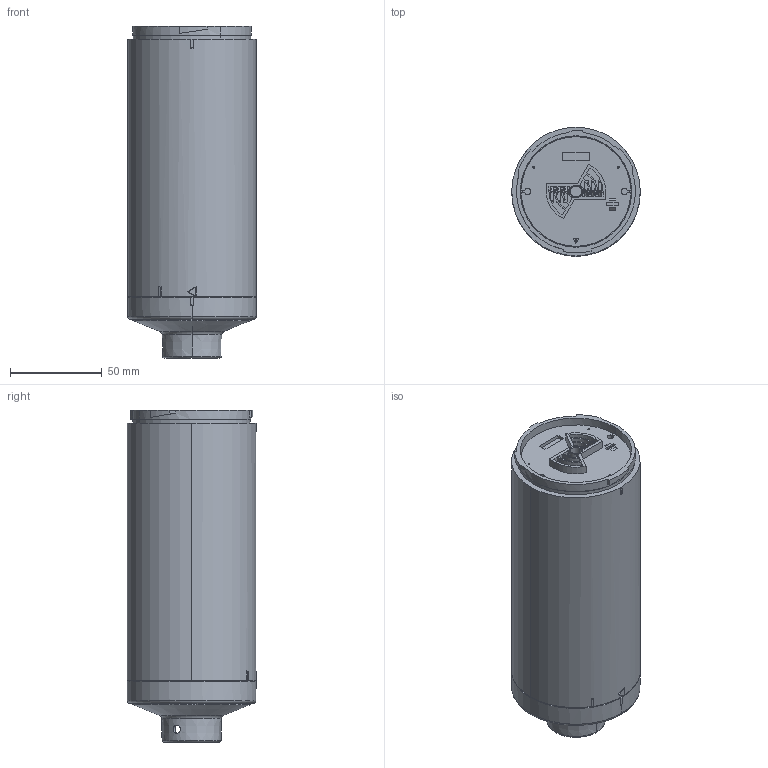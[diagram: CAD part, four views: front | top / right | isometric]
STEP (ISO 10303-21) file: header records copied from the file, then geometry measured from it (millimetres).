
FILE_DESCRIPTION (( 'STEP AP203' ), '1' );
FILE_NAME ('MODULE-MG70-BS-AC.STEP', '2020-12-29T02:27:43', ( '' ), ( '' ), 'SwSTEP 2.0', 'SolidWorks 2019', '' );
FILE_SCHEMA (( 'CONFIG_CONTROL_DESIGN' ));
Length unit declared in the file: millimetre
Products named in the file (7): QTG70 CONB PCB; QTG70 UL檣隸 跺羹 REV0; QTG CONB PIN; QTG70 CONB 晦っ撮お; QCR572_MTG70-POLE老眉屈关魄; MODULE-MG70-BS-AC; QTG70 賅菊⑽ CONB餌轎粽塭鰍 REV01
Assembly tree (11 placements, depth 3):
  MODULE-MG70-BS-AC
    QTG70 CONB 晦っ撮お
      QTG CONB PIN  x6
      QTG70 CONB PCB
    QTG70 賅菊⑽ CONB餌轎粽塭鰍 REV01
    QTG70 UL檣隸 跺羹 REV0
    QCR572_MTG70-POLE老眉屈关魄
Bounding box: 70 x 70.5 x 180.81 mm (x, y, z)
Volume: 580208.4 mm3; surface area: 87141.4 mm2
Topology: 10 solids, 13 shells, 1058 faces, 2890 edges, 1903 vertices
Faces by surface type: plane 571, cylinder 400, torus 48, cone 39
Entity records: 26259 total; most frequent: CARTESIAN_POINT 5801, ORIENTED_EDGE 4140, DIRECTION 4101, EDGE_CURVE 2070, AXIS2_PLACEMENT_3D 1465, VERTEX_POINT 1363, LINE 1171, VECTOR 1171
